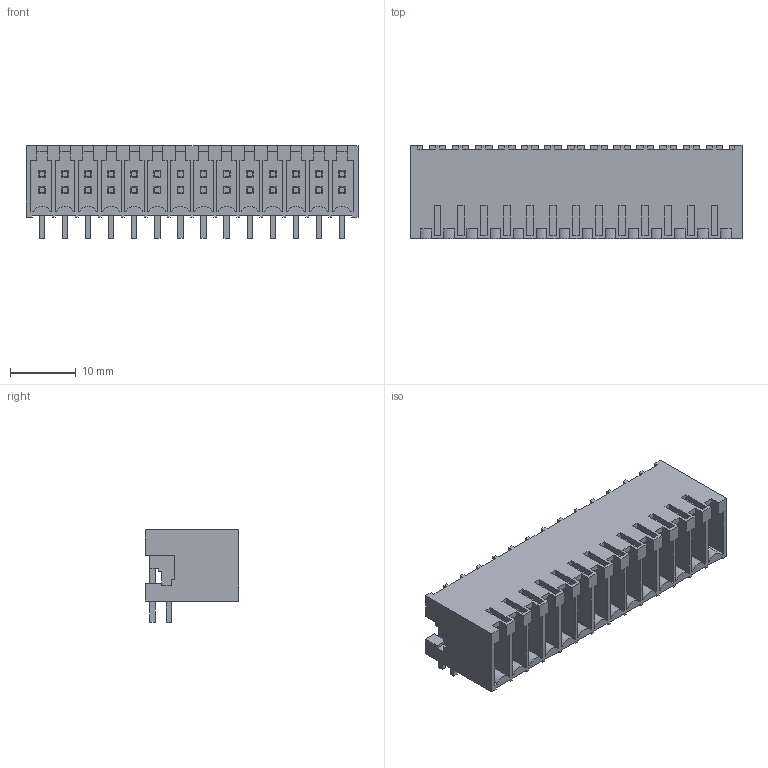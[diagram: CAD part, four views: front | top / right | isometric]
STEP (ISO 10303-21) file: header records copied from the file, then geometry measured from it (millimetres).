
FILE_DESCRIPTION(('CATIA V5 STEP Exchange','CAx-IF Rec.Pracs.--- Model Styling and Organization---1.2---2011-12-15'),'2;1');
FILE_NAME ('D1450633_0', '2018-03-29T10:23:00+00:00', ('none'), ('Weidmueller'), 'CATIA Version 5-6 Release 2014', 'CATIA V5 STEP AP214', 'none');
FILE_SCHEMA(('AUTOMOTIVE_DESIGN { 1 0 10303 214 1 1 1 1 }'));
Length unit declared in the file: millimetre
Products named in the file (1): 1289390000
Bounding box: 50.4 x 14.2 x 14 mm (x, y, z)
Volume: 3904.8 mm3; surface area: 8889.3 mm2
Topology: 29 solids, 29 shells, 1046 faces, 3054 edges, 2091 vertices
Faces by surface type: plane 1018, cylinder 28
Entity records: 31096 total; most frequent: ORIENTED_EDGE 6108, CARTESIAN_POINT 5569, DIRECTION 3900, EDGE_CURVE 3054, VECTOR 2998, LINE 2998, VERTEX_POINT 2091, EDGE_LOOP 1127
